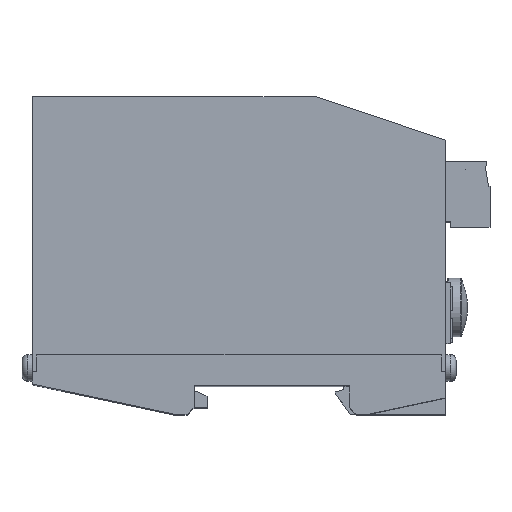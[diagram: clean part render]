
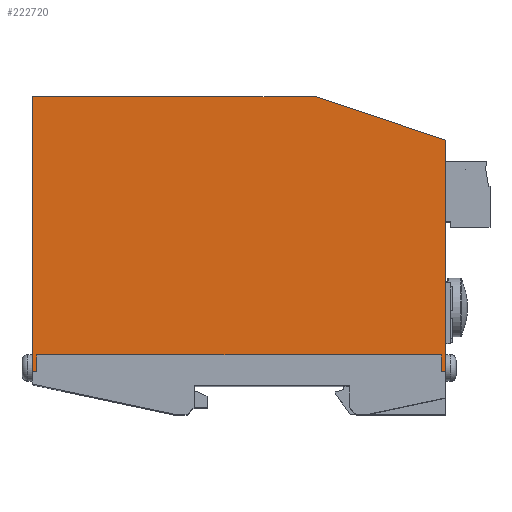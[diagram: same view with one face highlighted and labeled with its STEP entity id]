
A CAD part, top view. The second image highlights one B-rep face of the part: STEP entity #222720.
In plain terms, the highlighted face is planar.
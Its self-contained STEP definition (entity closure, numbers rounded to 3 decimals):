
#74790=CARTESIAN_POINT('',(55.,73.,
-61.35));
#74800=VERTEX_POINT('',#74790);
#74830=CARTESIAN_POINT('',(55.,0.,-61.35));
#74840=DIRECTION('',(0.,1.,0.));
#74850=VECTOR('',#74840,1.);
#74860=LINE('',#74830,#74850);
#74870=CARTESIAN_POINT('',(55.,9.7,
-61.35));
#74880=VERTEX_POINT('',#74870);
#74890=EDGE_CURVE('',#74880,#74800,#74860,.T.);
#89490=CARTESIAN_POINT('',(-10.,73.,
-61.35));
#89500=VERTEX_POINT('',#89490);
#89530=CARTESIAN_POINT('',(0.,73.,-61.35));
#89540=DIRECTION('',(1.,0.,0.));
#89550=VECTOR('',#89540,1.);
#89560=LINE('',#89530,#89550);
#89570=EDGE_CURVE('',#89500,#74800,#89560,.T.);
#212360=CARTESIAN_POINT('',(-14.284,70.234,
-61.35));
#212370=DIRECTION('',(0.,0.,-1.));
#212380=DIRECTION('',(-1.,0.,0.));
#212390=AXIS2_PLACEMENT_3D('',#212360,#212370,#212380);
#212400=PLANE('',#212390);
#212410=CARTESIAN_POINT('',(-39.,0.,-61.35));
#212420=DIRECTION('',(0.,1.,0.));
#212430=VECTOR('',#212420,1.);
#212440=LINE('',#212410,#212430);
#212450=CARTESIAN_POINT('',(-39.,9.7,
-61.35));
#212460=VERTEX_POINT('',#212450);
#212470=CARTESIAN_POINT('',(-39.,13.6,
-61.35));
#212480=VERTEX_POINT('',#212470);
#212490=EDGE_CURVE('',#212460,#212480,#212440,.T.);
#212510=CARTESIAN_POINT('',(0.,9.7,-61.35));
#212520=DIRECTION('',(1.,0.,0.));
#212530=VECTOR('',#212520,1.);
#212540=LINE('',#212510,#212530);
#212550=CARTESIAN_POINT('',(-40.,9.7,
-61.35));
#212560=VERTEX_POINT('',#212550);
#212570=EDGE_CURVE('',#212560,#212460,#212540,.T.);
#212970=CARTESIAN_POINT('',(0.,9.7,-61.35));
#212980=DIRECTION('',(1.,0.,0.));
#212990=VECTOR('',#212980,1.);
#213000=LINE('',#212970,#212990);
#213010=CARTESIAN_POINT('',(54.,9.7,
-61.35));
#213020=VERTEX_POINT('',#213010);
#213030=EDGE_CURVE('',#213020,#74880,#213000,.T.);
#213050=CARTESIAN_POINT('',(54.,0.,-61.35));
#213060=DIRECTION('',(0.,-1.,0.));
#213070=VECTOR('',#213060,1.);
#213080=LINE('',#213050,#213070);
#213090=CARTESIAN_POINT('',(54.,13.6,-61.35));
#213100=VERTEX_POINT('',#213090);
#213110=EDGE_CURVE('',#213100,#213020,#213080,.T.);
#213130=CARTESIAN_POINT('',(0.,13.6,-61.35));
#213140=DIRECTION('',(1.,0.,0.));
#213150=VECTOR('',#213140,1.);
#213160=LINE('',#213130,#213150);
#213170=EDGE_CURVE('',#212480,#213100,#213160,.T.);
#222490=CARTESIAN_POINT('',(-40.,0.,-61.35));
#222500=DIRECTION('',(0.,-1.,0.));
#222510=VECTOR('',#222500,1.);
#222520=LINE('',#222490,#222510);
#222530=CARTESIAN_POINT('',(-40.,63.,
-61.35));
#222540=VERTEX_POINT('',#222530);
#222550=EDGE_CURVE('',#222540,#212560,#222520,.T.);
#222560=ORIENTED_EDGE('',*,*,#222550,.F.);
#222570=ORIENTED_EDGE('',*,*,#212570,.F.);
#222580=ORIENTED_EDGE('',*,*,#212490,.F.);
#222590=ORIENTED_EDGE('',*,*,#213170,.F.);
#222600=ORIENTED_EDGE('',*,*,#213110,.F.);
#222610=ORIENTED_EDGE('',*,*,#213030,.F.);
#222620=ORIENTED_EDGE('',*,*,#74890,.F.);
#222630=ORIENTED_EDGE('',*,*,#89570,.T.);
#222640=CARTESIAN_POINT('',(0.,76.333,-61.35));
#222650=DIRECTION('',(0.949,0.316,
0.));
#222660=VECTOR('',#222650,1.);
#222670=LINE('',#222640,#222660);
#222680=EDGE_CURVE('',#222540,#89500,#222670,.T.);
#222690=ORIENTED_EDGE('',*,*,#222680,.T.);
#222700=EDGE_LOOP('',(#222690,#222630,#222620,#222610,#222600,#222590,
#222580,#222570,#222560));
#222710=FACE_OUTER_BOUND('',#222700,.T.);
#222720=ADVANCED_FACE('',(#222710),#212400,.T.);
